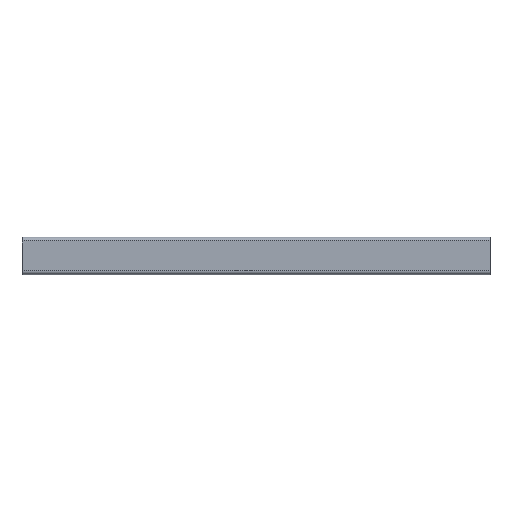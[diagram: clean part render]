
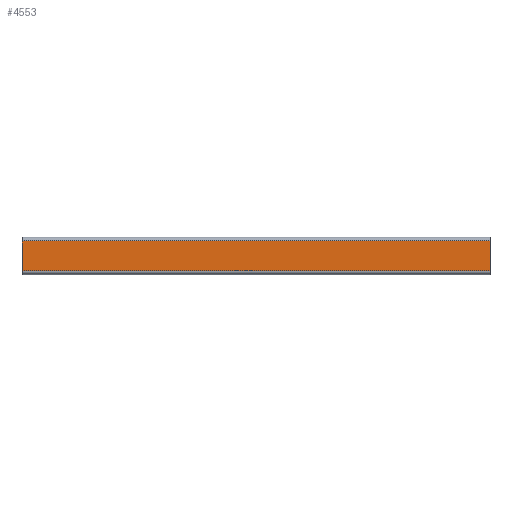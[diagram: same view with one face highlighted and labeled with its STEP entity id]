
A CAD part, top view. The second image highlights one B-rep face of the part: STEP entity #4553.
In plain terms, the highlighted planar face has unit normal (0, 0, 1).
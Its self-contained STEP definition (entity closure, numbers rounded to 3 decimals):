
#119 = DIRECTION ( 'NONE',  ( 0., 1., 0. ) ) ;
#262 = EDGE_CURVE ( 'NONE', #6565, #1491, #3902, .T. ) ;
#740 = PLANE ( 'NONE',  #3136 ) ;
#1491 = VERTEX_POINT ( 'NONE', #3892 ) ;
#1688 = CARTESIAN_POINT ( 'NONE',  ( 2000., 15.348, 1840. ) ) ;
#1766 = DIRECTION ( 'NONE',  ( 1., 0., 0. ) ) ;
#1802 = VECTOR ( 'NONE', #7644, 1000. ) ;
#1876 = CARTESIAN_POINT ( 'NONE',  ( 1500., -16.652, 1840. ) ) ;
#2056 = EDGE_LOOP ( 'NONE', ( #2771, #7136, #5452, #4503 ) ) ;
#2112 = VECTOR ( 'NONE', #119, 1000. ) ;
#2635 = VERTEX_POINT ( 'NONE', #1688 ) ;
#2771 = ORIENTED_EDGE ( 'NONE', *, *, #3362, .T. ) ;
#2818 = CARTESIAN_POINT ( 'NONE',  ( 2000., -16.652, 1840. ) ) ;
#2927 = EDGE_CURVE ( 'NONE', #1491, #2635, #7411, .T. ) ;
#3136 = AXIS2_PLACEMENT_3D ( 'NONE', #7100, #3197, #4576 ) ;
#3197 = DIRECTION ( 'NONE',  ( 0., 0., -1. ) ) ;
#3362 = EDGE_CURVE ( 'NONE', #8150, #2635, #4927, .T. ) ;
#3607 = VECTOR ( 'NONE', #1766, 1000. ) ;
#3892 = CARTESIAN_POINT ( 'NONE',  ( 1500., 15.348, 1840. ) ) ;
#3902 = LINE ( 'NONE', #6463, #2112 ) ;
#4301 = CARTESIAN_POINT ( 'NONE',  ( 2000., -16.652, 1840. ) ) ;
#4503 = ORIENTED_EDGE ( 'NONE', *, *, #5628, .T. ) ;
#4553 = ADVANCED_FACE ( 'NONE', ( #4619 ), #740, .F. ) ;
#4576 = DIRECTION ( 'NONE',  ( -1., 0., 0. ) ) ;
#4619 = FACE_OUTER_BOUND ( 'NONE', #2056, .T. ) ;
#4795 = CARTESIAN_POINT ( 'NONE',  ( 1500., -16.652, 1840. ) ) ;
#4927 = LINE ( 'NONE', #4301, #6815 ) ;
#5452 = ORIENTED_EDGE ( 'NONE', *, *, #262, .F. ) ;
#5628 = EDGE_CURVE ( 'NONE', #6565, #8150, #7729, .T. ) ;
#6288 = CARTESIAN_POINT ( 'NONE',  ( 1500., 15.348, 1840. ) ) ;
#6463 = CARTESIAN_POINT ( 'NONE',  ( 1500., -16.652, 1840. ) ) ;
#6565 = VERTEX_POINT ( 'NONE', #4795 ) ;
#6815 = VECTOR ( 'NONE', #8163, 1000. ) ;
#7100 = CARTESIAN_POINT ( 'NONE',  ( 1500., -16.652, 1840. ) ) ;
#7136 = ORIENTED_EDGE ( 'NONE', *, *, #2927, .F. ) ;
#7411 = LINE ( 'NONE', #6288, #3607 ) ;
#7644 = DIRECTION ( 'NONE',  ( 1., 0., 0. ) ) ;
#7729 = LINE ( 'NONE', #1876, #1802 ) ;
#8150 = VERTEX_POINT ( 'NONE', #2818 ) ;
#8163 = DIRECTION ( 'NONE',  ( 0., 1., 0. ) ) ;
